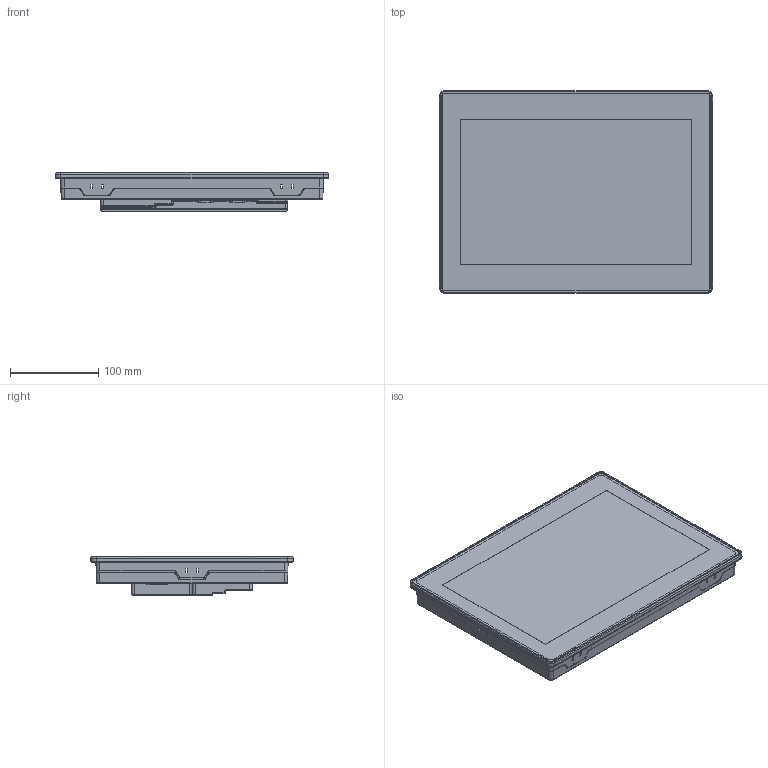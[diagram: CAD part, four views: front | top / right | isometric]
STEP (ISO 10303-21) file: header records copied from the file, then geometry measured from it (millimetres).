
FILE_DESCRIPTION((''),'2;1');
FILE_NAME('G2121E2','2023-08-11T15:59:25',('Administrator'),(''),'CREO PARAMETRIC BY PTC INC, 2019164','CREO PARAMETRIC BY PTC INC, 2019164','');
FILE_SCHEMA(('CONFIG_CONTROL_DESIGN','SHAPE_APPEARANCE_LAYERS_GROUPS'));
Products named in the file (1): G2121E2
Bounding box: 309 x 229 x 43 mm (x, y, z)
Surface area: 214178.2 mm2 (no closed solid volume)
Topology: 0 solids, 175 shells, 1860 faces, 6972 edges, 5259 vertices
Faces by surface type: plane 1101, cylinder 389, cone 235, torus 66, bspline 46, sphere 15, revolution 4, extrusion 4
Entity records: 78332 total; most frequent: CARTESIAN_POINT 22934, ORIENTED_EDGE 10948, DIRECTION 10123, EDGE_CURVE 6957, VERTEX_POINT 5259, VECTOR 4281, LINE 4277, AXIS2_PLACEMENT_3D 2919
